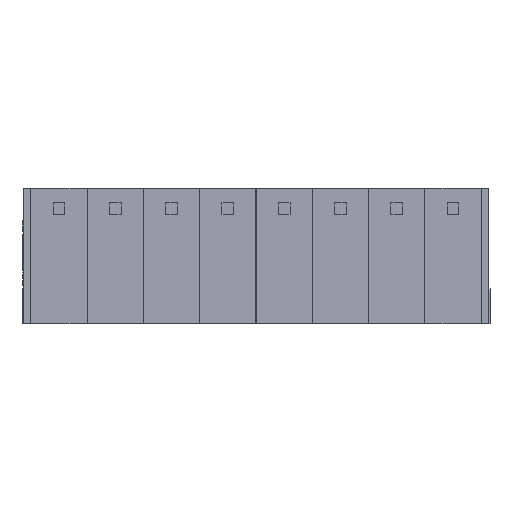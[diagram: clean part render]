
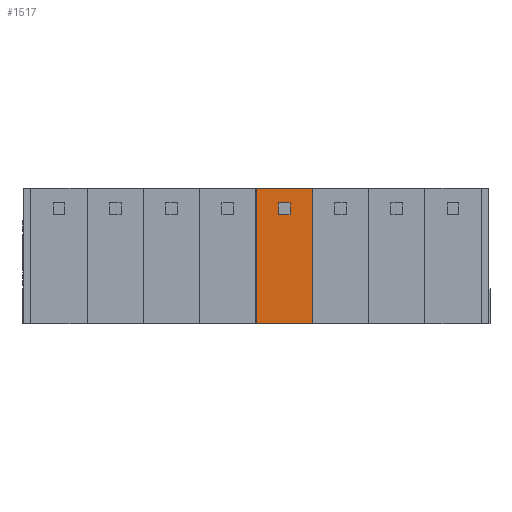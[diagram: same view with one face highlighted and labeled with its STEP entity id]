
A CAD part, front view. The second image highlights one B-rep face of the part: STEP entity #1517.
In plain terms, the highlighted face is planar.
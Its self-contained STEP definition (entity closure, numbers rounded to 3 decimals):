
#176 = VERTEX_POINT ( 'NONE', #16079 ) ;
#715 = CARTESIAN_POINT ( 'NONE',  ( 0., 0., -3.7 ) ) ;
#822 = PLANE ( 'NONE',  #2129 ) ;
#987 = DIRECTION ( 'NONE',  ( -1., 0., 0. ) ) ;
#1517 = ADVANCED_FACE ( 'NONE', ( #16528, #13014 ), #822, .F. ) ;
#1777 = LINE ( 'NONE', #2047, #15338 ) ;
#1875 = EDGE_CURVE ( 'NONE', #5207, #176, #2697, .T. ) ;
#1910 = EDGE_CURVE ( 'NONE', #7193, #5207, #15456, .T. ) ;
#2047 = CARTESIAN_POINT ( 'NONE',  ( 17.63, 4.6, -3.7 ) ) ;
#2129 = AXIS2_PLACEMENT_3D ( 'NONE', #715, #9950, #11391 ) ;
#2240 = CARTESIAN_POINT ( 'NONE',  ( 0.4, -2.8, -3.7 ) ) ;
#2368 = VECTOR ( 'NONE', #3108, 1000. ) ;
#2651 = LINE ( 'NONE', #13809, #4956 ) ;
#2697 = LINE ( 'NONE', #5414, #12170 ) ;
#3108 = DIRECTION ( 'NONE',  ( 0., -1., 0. ) ) ;
#3116 = LINE ( 'NONE', #13197, #4990 ) ;
#3287 = ORIENTED_EDGE ( 'NONE', *, *, #15468, .F. ) ;
#3387 = EDGE_CURVE ( 'NONE', #9619, #10092, #1777, .T. ) ;
#4745 = DIRECTION ( 'NONE',  ( 0., -1., 0. ) ) ;
#4956 = VECTOR ( 'NONE', #4745, 1000. ) ;
#4990 = VECTOR ( 'NONE', #5538, 1000. ) ;
#5207 = VERTEX_POINT ( 'NONE', #10273 ) ;
#5349 = DIRECTION ( 'NONE',  ( 0., -1., 0. ) ) ;
#5414 = CARTESIAN_POINT ( 'NONE',  ( -0.4, -3.6, -3.7 ) ) ;
#5495 = EDGE_CURVE ( 'NONE', #12729, #15421, #3116, .T. ) ;
#5538 = DIRECTION ( 'NONE',  ( 1., 0., 0. ) ) ;
#5792 = ORIENTED_EDGE ( 'NONE', *, *, #1910, .F. ) ;
#5835 = EDGE_CURVE ( 'NONE', #7270, #176, #2651, .T. ) ;
#6033 = DIRECTION ( 'NONE',  ( -1., 0., 0. ) ) ;
#6241 = DIRECTION ( 'NONE',  ( -1., 0., 0. ) ) ;
#6445 = VECTOR ( 'NONE', #5349, 1000. ) ;
#6522 = LINE ( 'NONE', #12117, #2368 ) ;
#6560 = CARTESIAN_POINT ( 'NONE',  ( -1.905, -4.6, -3.7 ) ) ;
#7193 = VERTEX_POINT ( 'NONE', #2240 ) ;
#7268 = ORIENTED_EDGE ( 'NONE', *, *, #5835, .T. ) ;
#7270 = VERTEX_POINT ( 'NONE', #16770 ) ;
#7496 = ORIENTED_EDGE ( 'NONE', *, *, #5495, .F. ) ;
#7544 = CARTESIAN_POINT ( 'NONE',  ( 1.905, -4.6, -3.7 ) ) ;
#9183 = CARTESIAN_POINT ( 'NONE',  ( 0.4, 0., -3.7 ) ) ;
#9309 = EDGE_LOOP ( 'NONE', ( #13513, #7496, #3287, #11646 ) ) ;
#9619 = VERTEX_POINT ( 'NONE', #14528 ) ;
#9656 = EDGE_CURVE ( 'NONE', #9619, #15421, #6522, .T. ) ;
#9851 = ORIENTED_EDGE ( 'NONE', *, *, #13625, .T. ) ;
#9950 = DIRECTION ( 'NONE',  ( 0., 0., 1. ) ) ;
#10092 = VERTEX_POINT ( 'NONE', #10461 ) ;
#10273 = CARTESIAN_POINT ( 'NONE',  ( 0.4, -3.6, -3.7 ) ) ;
#10461 = CARTESIAN_POINT ( 'NONE',  ( -1.905, 4.6, -3.7 ) ) ;
#10667 = LINE ( 'NONE', #11497, #16458 ) ;
#10692 = CARTESIAN_POINT ( 'NONE',  ( -1.905, 0., -3.7 ) ) ;
#11391 = DIRECTION ( 'NONE',  ( 1., 0., 0. ) ) ;
#11497 = CARTESIAN_POINT ( 'NONE',  ( -0.4, -2.8, -3.7 ) ) ;
#11646 = ORIENTED_EDGE ( 'NONE', *, *, #3387, .F. ) ;
#11702 = EDGE_LOOP ( 'NONE', ( #9851, #7268, #13024, #5792 ) ) ;
#11950 = VECTOR ( 'NONE', #13169, 1000. ) ;
#12117 = CARTESIAN_POINT ( 'NONE',  ( 1.905, 4.6, -3.7 ) ) ;
#12170 = VECTOR ( 'NONE', #987, 1000. ) ;
#12729 = VERTEX_POINT ( 'NONE', #6560 ) ;
#13014 = FACE_OUTER_BOUND ( 'NONE', #9309, .T. ) ;
#13024 = ORIENTED_EDGE ( 'NONE', *, *, #1875, .F. ) ;
#13169 = DIRECTION ( 'NONE',  ( 0., -1., 0. ) ) ;
#13190 = LINE ( 'NONE', #10692, #6445 ) ;
#13197 = CARTESIAN_POINT ( 'NONE',  ( -17.63, -4.6, -3.7 ) ) ;
#13513 = ORIENTED_EDGE ( 'NONE', *, *, #9656, .T. ) ;
#13625 = EDGE_CURVE ( 'NONE', #7193, #7270, #10667, .T. ) ;
#13809 = CARTESIAN_POINT ( 'NONE',  ( -0.4, -3.2, -3.7 ) ) ;
#14528 = CARTESIAN_POINT ( 'NONE',  ( 1.905, 4.6, -3.7 ) ) ;
#15338 = VECTOR ( 'NONE', #6033, 1000. ) ;
#15421 = VERTEX_POINT ( 'NONE', #7544 ) ;
#15456 = LINE ( 'NONE', #9183, #11950 ) ;
#15468 = EDGE_CURVE ( 'NONE', #10092, #12729, #13190, .T. ) ;
#16079 = CARTESIAN_POINT ( 'NONE',  ( -0.4, -3.6, -3.7 ) ) ;
#16458 = VECTOR ( 'NONE', #6241, 1000. ) ;
#16528 = FACE_BOUND ( 'NONE', #11702, .T. ) ;
#16770 = CARTESIAN_POINT ( 'NONE',  ( -0.4, -2.8, -3.7 ) ) ;
